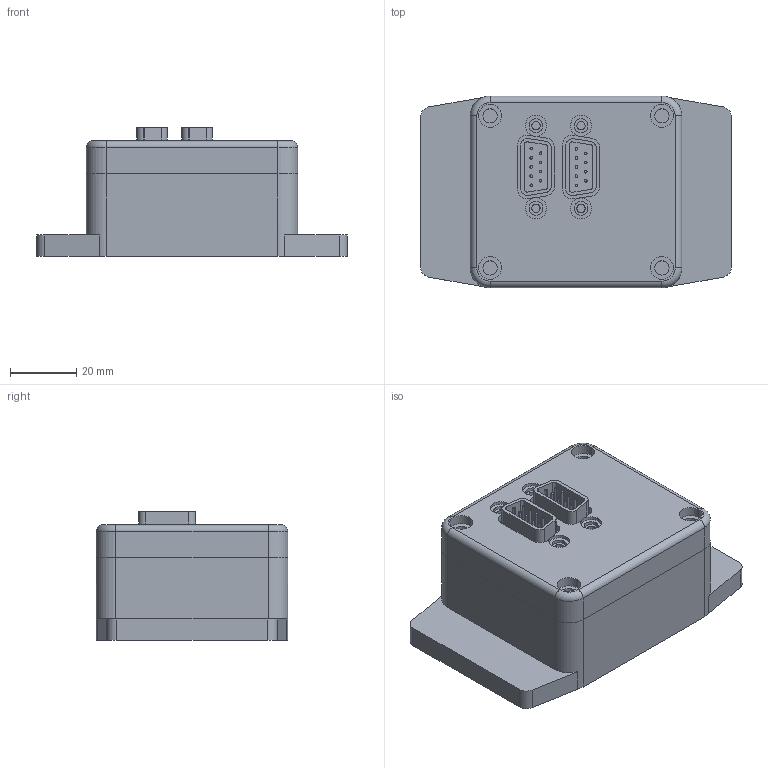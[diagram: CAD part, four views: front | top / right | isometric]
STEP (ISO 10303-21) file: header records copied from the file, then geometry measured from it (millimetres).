
FILE_DESCRIPTION (( 'STEP AP214' ), '1' );
FILE_NAME ('DAV3_WS16.STEP', '2020-02-08T01:47:58', ( '' ), ( '' ), 'SwSTEP 2.0', 'SolidWorks 2018', '' );
FILE_SCHEMA (( 'AUTOMOTIVE_DESIGN' ));
Length unit declared in the file: millimetre
Products named in the file (1): DAV3_WS16
Bounding box: 94 x 58 x 39 mm (x, y, z)
Volume: 74573.6 mm3; surface area: 37519.2 mm2
Topology: 4 solids, 4 shells, 439 faces, 1093 edges, 726 vertices
Faces by surface type: cylinder 259, plane 176, torus 4
Entity records: 13406 total; most frequent: DIRECTION 2499, CARTESIAN_POINT 2259, ORIENTED_EDGE 2186, EDGE_CURVE 1093, AXIS2_PLACEMENT_3D 966, VERTEX_POINT 726, LINE 567, VECTOR 567
